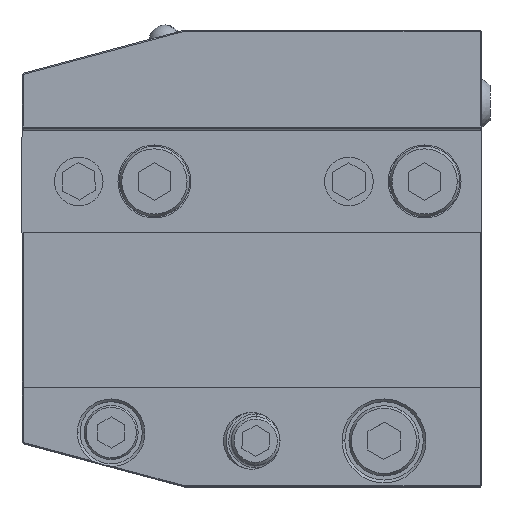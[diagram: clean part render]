
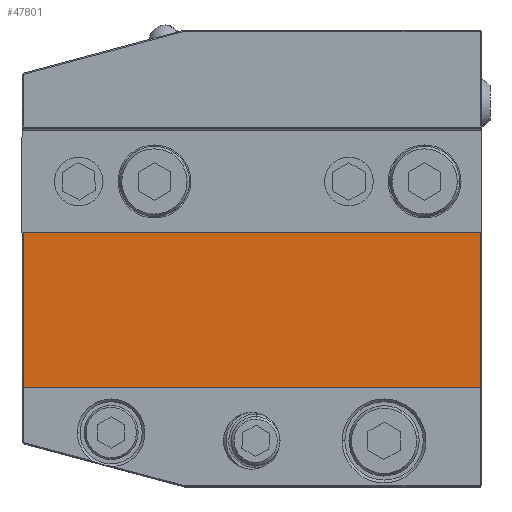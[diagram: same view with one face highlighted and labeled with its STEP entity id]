
A CAD part, top view. The second image highlights one B-rep face of the part: STEP entity #47801.
In plain terms, the highlighted face is planar.
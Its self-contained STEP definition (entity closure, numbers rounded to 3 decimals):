
#5986 = CARTESIAN_POINT ( 'NONE',  ( 42.3, -25., -18. ) ) ;
#8190 = CARTESIAN_POINT ( 'NONE',  ( -42.3, 6., -18. ) ) ;
#8210 = CARTESIAN_POINT ( 'NONE',  ( 42.3, 6., -18. ) ) ;
#8218 = CARTESIAN_POINT ( 'NONE',  ( -42.3, -25., -18. ) ) ;
#12547 = VECTOR ( 'NONE', #24619, 1000. ) ;
#12577 = VECTOR ( 'NONE', #24531, 1000. ) ;
#12580 = LINE ( 'NONE', #24511, #12577 ) ;
#12597 = LINE ( 'NONE', #24614, #12547 ) ;
#12742 = VECTOR ( 'NONE', #23578, 1000. ) ;
#12765 = LINE ( 'NONE', #23550, #12772 ) ;
#12772 = VECTOR ( 'NONE', #23544, 1000. ) ;
#12789 = LINE ( 'NONE', #23590, #12742 ) ;
#15438 = PLANE ( 'NONE',  #63195 ) ;
#15499 = CARTESIAN_POINT ( 'NONE',  ( -42.5, 6., -18. ) ) ;
#15501 = DIRECTION ( 'NONE',  ( 0., -1., 0. ) ) ;
#15531 = DIRECTION ( 'NONE',  ( 0., 0., 1. ) ) ;
#23544 = DIRECTION ( 'NONE',  ( 0., -1., 0. ) ) ;
#23550 = CARTESIAN_POINT ( 'NONE',  ( 42.3, 6., -18. ) ) ;
#23578 = DIRECTION ( 'NONE',  ( 1., 0., 0. ) ) ;
#23590 = CARTESIAN_POINT ( 'NONE',  ( -42.5, 6., -18. ) ) ;
#24511 = CARTESIAN_POINT ( 'NONE',  ( -42.3, 6., -18. ) ) ;
#24531 = DIRECTION ( 'NONE',  ( 0., 1., 0. ) ) ;
#24614 = CARTESIAN_POINT ( 'NONE',  ( -42.5, -25., -18. ) ) ;
#24619 = DIRECTION ( 'NONE',  ( 1., 0., 0. ) ) ;
#31450 = ORIENTED_EDGE ( 'NONE', *, *, #46216, .T. ) ;
#31454 = ORIENTED_EDGE ( 'NONE', *, *, #46214, .T. ) ;
#31474 = ORIENTED_EDGE ( 'NONE', *, *, #46047, .F. ) ;
#40617 = EDGE_LOOP ( 'NONE', ( #31474, #41618, #31454, #31450 ) ) ;
#41618 = ORIENTED_EDGE ( 'NONE', *, *, #45978, .T. ) ;
#45978 = EDGE_CURVE ( 'NONE', #56557, #56565, #12580, .T. ) ;
#46047 = EDGE_CURVE ( 'NONE', #56557, #56606, #12597, .T. ) ;
#46214 = EDGE_CURVE ( 'NONE', #56565, #56572, #12789, .T. ) ;
#46216 = EDGE_CURVE ( 'NONE', #56572, #56606, #12765, .T. ) ;
#47801 = ADVANCED_FACE ( 'NONE', ( #58688 ), #15438, .F. ) ;
#56557 = VERTEX_POINT ( 'NONE', #8218 ) ;
#56565 = VERTEX_POINT ( 'NONE', #8190 ) ;
#56572 = VERTEX_POINT ( 'NONE', #8210 ) ;
#56606 = VERTEX_POINT ( 'NONE', #5986 ) ;
#58688 = FACE_OUTER_BOUND ( 'NONE', #40617, .T. ) ;
#63195 = AXIS2_PLACEMENT_3D ( 'NONE', #15499, #15531, #15501 ) ;
